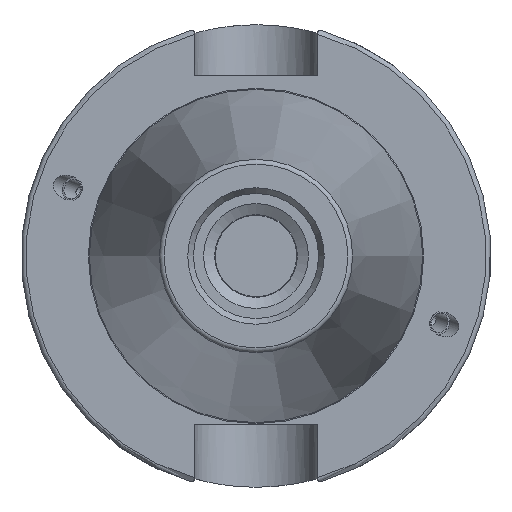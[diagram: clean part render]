
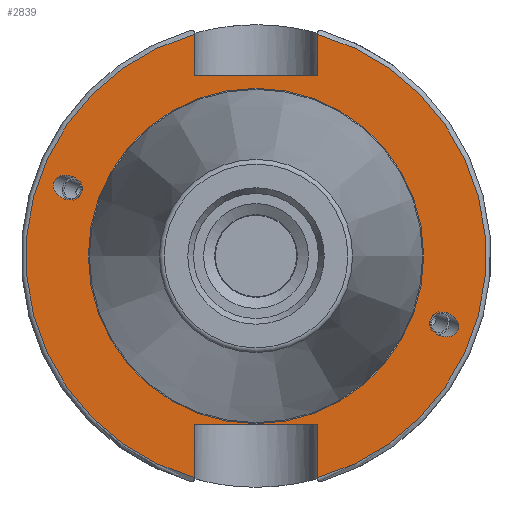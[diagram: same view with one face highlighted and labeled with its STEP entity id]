
A CAD part, left-side view. The second image highlights one B-rep face of the part: STEP entity #2839.
In plain terms, the highlighted planar face has unit normal (-1, 0, 0).
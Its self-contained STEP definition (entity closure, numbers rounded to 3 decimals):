
#516=ELLIPSE('',#3167,3.052,2.5);
#517=ELLIPSE('',#3201,3.052,2.5);
#631=FACE_BOUND('',#995,.T.);
#632=FACE_BOUND('',#996,.T.);
#633=FACE_BOUND('',#997,.T.);
#697=CIRCLE('',#3205,35.125);
#699=CIRCLE('',#3208,48.213);
#700=CIRCLE('',#3209,48.213);
#838=FACE_OUTER_BOUND('',#994,.T.);
#994=EDGE_LOOP('',(#2266,#2267,#2268,#2269,#2270,#2271,#2272,#2273));
#995=EDGE_LOOP('',(#2274));
#996=EDGE_LOOP('',(#2275));
#997=EDGE_LOOP('',(#2276));
#1162=LINE('',#4998,#1323);
#1163=LINE('',#5002,#1324);
#1164=LINE('',#5004,#1325);
#1165=LINE('',#5006,#1326);
#1166=LINE('',#5010,#1327);
#1167=LINE('',#5011,#1328);
#1323=VECTOR('',#3723,10.);
#1324=VECTOR('',#3726,10.);
#1325=VECTOR('',#3727,10.);
#1326=VECTOR('',#3728,10.);
#1327=VECTOR('',#3731,10.);
#1328=VECTOR('',#3732,10.);
#1492=VERTEX_POINT('',#4725);
#1530=VERTEX_POINT('',#4984);
#1533=VERTEX_POINT('',#4991);
#1534=VERTEX_POINT('',#4996);
#1535=VERTEX_POINT('',#4997);
#1536=VERTEX_POINT('',#4999);
#1537=VERTEX_POINT('',#5001);
#1538=VERTEX_POINT('',#5003);
#1539=VERTEX_POINT('',#5005);
#1540=VERTEX_POINT('',#5007);
#1541=VERTEX_POINT('',#5009);
#1754=EDGE_CURVE('',#1492,#1492,#516,.T.);
#1805=EDGE_CURVE('',#1530,#1530,#517,.T.);
#1808=EDGE_CURVE('',#1533,#1533,#697,.T.);
#1810=EDGE_CURVE('',#1534,#1535,#1162,.T.);
#1811=EDGE_CURVE('',#1536,#1535,#699,.T.);
#1812=EDGE_CURVE('',#1536,#1537,#1163,.T.);
#1813=EDGE_CURVE('',#1537,#1538,#1164,.T.);
#1814=EDGE_CURVE('',#1538,#1539,#1165,.T.);
#1815=EDGE_CURVE('',#1540,#1539,#700,.T.);
#1816=EDGE_CURVE('',#1540,#1541,#1166,.T.);
#1817=EDGE_CURVE('',#1541,#1534,#1167,.T.);
#2266=ORIENTED_EDGE('',*,*,#1810,.T.);
#2267=ORIENTED_EDGE('',*,*,#1811,.F.);
#2268=ORIENTED_EDGE('',*,*,#1812,.T.);
#2269=ORIENTED_EDGE('',*,*,#1813,.T.);
#2270=ORIENTED_EDGE('',*,*,#1814,.T.);
#2271=ORIENTED_EDGE('',*,*,#1815,.F.);
#2272=ORIENTED_EDGE('',*,*,#1816,.T.);
#2273=ORIENTED_EDGE('',*,*,#1817,.T.);
#2274=ORIENTED_EDGE('',*,*,#1754,.T.);
#2275=ORIENTED_EDGE('',*,*,#1805,.T.);
#2276=ORIENTED_EDGE('',*,*,#1808,.F.);
#2738=PLANE('',#3207);
#2839=ADVANCED_FACE('',(#838,#631,#632,#633),#2738,.T.);
#3167=AXIS2_PLACEMENT_3D('',#4727,#3625,#3626);
#3201=AXIS2_PLACEMENT_3D('',#4986,#3709,#3710);
#3205=AXIS2_PLACEMENT_3D('',#4993,#3717,#3718);
#3207=AXIS2_PLACEMENT_3D('',#4995,#3721,#3722);
#3208=AXIS2_PLACEMENT_3D('',#5000,#3724,#3725);
#3209=AXIS2_PLACEMENT_3D('',#5008,#3729,#3730);
#3625=DIRECTION('center_axis',(1.,0.,0.));
#3626=DIRECTION('ref_axis',(0.,-0.94,-0.342));
#3709=DIRECTION('center_axis',(1.,0.,0.));
#3710=DIRECTION('ref_axis',(0.,0.94,0.342));
#3717=DIRECTION('center_axis',(-1.,0.,0.));
#3718=DIRECTION('ref_axis',(0.,-1.,0.));
#3721=DIRECTION('center_axis',(-1.,0.,0.));
#3722=DIRECTION('ref_axis',(0.,0.,1.));
#3723=DIRECTION('',(0.,0.,-1.));
#3724=DIRECTION('center_axis',(1.,0.,0.));
#3725=DIRECTION('ref_axis',(0.,-1.,0.));
#3726=DIRECTION('',(0.,0.,-1.));
#3727=DIRECTION('',(0.,1.,0.));
#3728=DIRECTION('',(0.,0.,1.));
#3729=DIRECTION('center_axis',(1.,0.,0.));
#3730=DIRECTION('ref_axis',(0.,1.,0.));
#3731=DIRECTION('',(0.,0.,1.));
#3732=DIRECTION('',(0.,-1.,0.));
#4725=CARTESIAN_POINT('',(3.175,-36.599,-13.321));
#4727=CARTESIAN_POINT('Origin',(3.175,-39.467,-14.365));
#4984=CARTESIAN_POINT('',(3.175,36.599,13.321));
#4986=CARTESIAN_POINT('Origin',(3.175,39.467,14.365));
#4991=CARTESIAN_POINT('',(3.175,0.,35.125));
#4993=CARTESIAN_POINT('Origin',(3.175,0.,0.));
#4995=CARTESIAN_POINT('Origin',(3.175,49.213,0.));
#4996=CARTESIAN_POINT('',(3.175,-12.95,-35.306));
#4997=CARTESIAN_POINT('',(3.175,-12.95,-46.441));
#4998=CARTESIAN_POINT('',(3.175,-12.95,-17.653));
#4999=CARTESIAN_POINT('',(3.175,-12.95,46.441));
#5000=CARTESIAN_POINT('Origin',(3.175,0.,0.));
#5001=CARTESIAN_POINT('',(3.175,-12.95,37.719));
#5002=CARTESIAN_POINT('',(3.175,-12.95,18.86));
#5003=CARTESIAN_POINT('',(3.175,12.95,37.719));
#5004=CARTESIAN_POINT('',(3.175,24.606,37.719));
#5005=CARTESIAN_POINT('',(3.175,12.95,46.441));
#5006=CARTESIAN_POINT('',(3.175,12.95,18.86));
#5007=CARTESIAN_POINT('',(3.175,12.95,-46.441));
#5008=CARTESIAN_POINT('Origin',(3.175,0.,0.));
#5009=CARTESIAN_POINT('',(3.175,12.95,-35.306));
#5010=CARTESIAN_POINT('',(3.175,12.95,-17.653));
#5011=CARTESIAN_POINT('',(3.175,24.606,-35.306));
